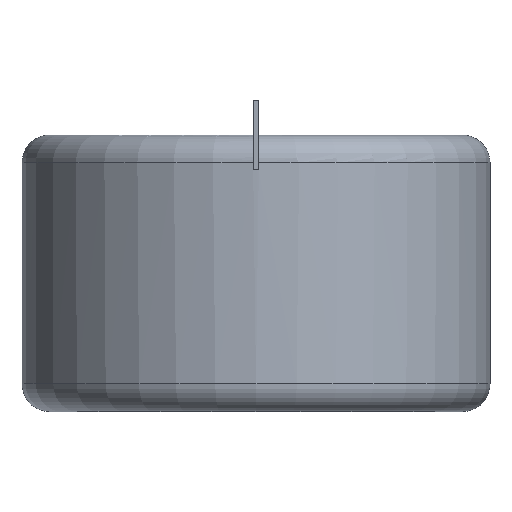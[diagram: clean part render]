
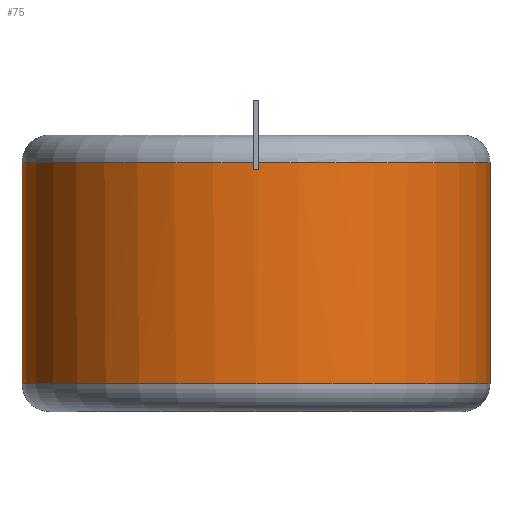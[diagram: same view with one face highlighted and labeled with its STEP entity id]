
A CAD part, front view. The second image highlights one B-rep face of the part: STEP entity #75.
In plain terms, the highlighted cylindrical face has radius 33.75 mm (diameter 67.5 mm), a partial arc.
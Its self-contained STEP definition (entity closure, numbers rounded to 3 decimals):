
#11 = FACE_OUTER_BOUND ( 'NONE', #690, .T. ) ;
#24 = DIRECTION ( 'NONE',  ( 0., 0., -1. ) ) ;
#29 = DIRECTION ( 'NONE',  ( 0., 0., -1. ) ) ;
#45 = EDGE_CURVE ( 'NONE', #565, #390, #504, .T. ) ;
#75 = ADVANCED_FACE ( 'NONE', ( #11 ), #90, .T. ) ;
#90 = CYLINDRICAL_SURFACE ( 'NONE', #833, 33.75 ) ;
#99 = VECTOR ( 'NONE', #966, 1000. ) ;
#111 = CARTESIAN_POINT ( 'NONE',  ( 0.4, -33.748, 39.88 ) ) ;
#120 = VERTEX_POINT ( 'NONE', #184 ) ;
#143 = DIRECTION ( 'NONE',  ( 0., 0., -1. ) ) ;
#148 = CIRCLE ( 'NONE', #464, 33.75 ) ;
#163 = CARTESIAN_POINT ( 'NONE',  ( -0.4, -33.748, 34.88 ) ) ;
#172 = CARTESIAN_POINT ( 'NONE',  ( -33.75, 0., 35.88 ) ) ;
#180 = EDGE_CURVE ( 'NONE', #691, #659, #148, .T. ) ;
#184 = CARTESIAN_POINT ( 'NONE',  ( -0.4, -33.748, 35.88 ) ) ;
#189 = CIRCLE ( 'NONE', #660, 33.75 ) ;
#225 = CARTESIAN_POINT ( 'NONE',  ( 0., 0., 34.88 ) ) ;
#245 = CARTESIAN_POINT ( 'NONE',  ( 0., 0., 35.88 ) ) ;
#273 = EDGE_CURVE ( 'NONE', #550, #691, #189, .T. ) ;
#311 = EDGE_CURVE ( 'NONE', #728, #558, #962, .T. ) ;
#313 = ORIENTED_EDGE ( 'NONE', *, *, #180, .T. ) ;
#332 = VECTOR ( 'NONE', #143, 1000. ) ;
#333 = VECTOR ( 'NONE', #24, 1000. ) ;
#345 = EDGE_CURVE ( 'NONE', #558, #390, #544, .T. ) ;
#390 = VERTEX_POINT ( 'NONE', #443 ) ;
#396 = CARTESIAN_POINT ( 'NONE',  ( 0.4, -33.748, 35.88 ) ) ;
#408 = EDGE_CURVE ( 'NONE', #120, #659, #853, .T. ) ;
#443 = CARTESIAN_POINT ( 'NONE',  ( 33.75, 0., 4. ) ) ;
#446 = ORIENTED_EDGE ( 'NONE', *, *, #523, .F. ) ;
#453 = CARTESIAN_POINT ( 'NONE',  ( 0., 0., 35.88 ) ) ;
#464 = AXIS2_PLACEMENT_3D ( 'NONE', #830, #983, #614 ) ;
#473 = CARTESIAN_POINT ( 'NONE',  ( 33.75, 0., 35.88 ) ) ;
#481 = CIRCLE ( 'NONE', #560, 33.75 ) ;
#504 = LINE ( 'NONE', #715, #333 ) ;
#515 = AXIS2_PLACEMENT_3D ( 'NONE', #453, #533, #834 ) ;
#523 = EDGE_CURVE ( 'NONE', #550, #593, #825, .T. ) ;
#526 = CIRCLE ( 'NONE', #515, 33.75 ) ;
#533 = DIRECTION ( 'NONE',  ( 0., 0., -1. ) ) ;
#544 = CIRCLE ( 'NONE', #917, 33.75 ) ;
#546 = CARTESIAN_POINT ( 'NONE',  ( 0.4, -33.748, 34.88 ) ) ;
#550 = VERTEX_POINT ( 'NONE', #546 ) ;
#552 = DIRECTION ( 'NONE',  ( -1., 0., 0. ) ) ;
#553 = DIRECTION ( 'NONE',  ( 0., 0., -1. ) ) ;
#558 = VERTEX_POINT ( 'NONE', #997 ) ;
#560 = AXIS2_PLACEMENT_3D ( 'NONE', #245, #647, #650 ) ;
#565 = VERTEX_POINT ( 'NONE', #473 ) ;
#568 = ORIENTED_EDGE ( 'NONE', *, *, #273, .T. ) ;
#585 = CARTESIAN_POINT ( 'NONE',  ( 0., 0., 4. ) ) ;
#593 = VERTEX_POINT ( 'NONE', #396 ) ;
#614 = DIRECTION ( 'NONE',  ( -1., 0., 0. ) ) ;
#632 = VECTOR ( 'NONE', #749, 1000. ) ;
#642 = ORIENTED_EDGE ( 'NONE', *, *, #925, .T. ) ;
#647 = DIRECTION ( 'NONE',  ( 0., 0., -1. ) ) ;
#650 = DIRECTION ( 'NONE',  ( 1., 0., 0. ) ) ;
#656 = ORIENTED_EDGE ( 'NONE', *, *, #45, .F. ) ;
#659 = VERTEX_POINT ( 'NONE', #163 ) ;
#660 = AXIS2_PLACEMENT_3D ( 'NONE', #225, #553, #552 ) ;
#667 = CARTESIAN_POINT ( 'NONE',  ( -0.4, -33.748, 39.88 ) ) ;
#671 = DIRECTION ( 'NONE',  ( 0., 0., 1. ) ) ;
#690 = EDGE_LOOP ( 'NONE', ( #656, #889, #446, #568, #313, #923, #642, #963, #740 ) ) ;
#691 = VERTEX_POINT ( 'NONE', #872 ) ;
#693 = EDGE_CURVE ( 'NONE', #565, #593, #481, .T. ) ;
#715 = CARTESIAN_POINT ( 'NONE',  ( 33.75, 0., 39.88 ) ) ;
#728 = VERTEX_POINT ( 'NONE', #172 ) ;
#740 = ORIENTED_EDGE ( 'NONE', *, *, #345, .T. ) ;
#749 = DIRECTION ( 'NONE',  ( 0., 0., 1. ) ) ;
#825 = LINE ( 'NONE', #111, #632 ) ;
#830 = CARTESIAN_POINT ( 'NONE',  ( 0., 0., 34.88 ) ) ;
#833 = AXIS2_PLACEMENT_3D ( 'NONE', #955, #29, #959 ) ;
#834 = DIRECTION ( 'NONE',  ( 1., 0., 0. ) ) ;
#853 = LINE ( 'NONE', #667, #99 ) ;
#872 = CARTESIAN_POINT ( 'NONE',  ( 0., -33.75, 34.88 ) ) ;
#888 = DIRECTION ( 'NONE',  ( 1., 0., 0. ) ) ;
#889 = ORIENTED_EDGE ( 'NONE', *, *, #693, .T. ) ;
#917 = AXIS2_PLACEMENT_3D ( 'NONE', #585, #671, #888 ) ;
#923 = ORIENTED_EDGE ( 'NONE', *, *, #408, .F. ) ;
#925 = EDGE_CURVE ( 'NONE', #120, #728, #526, .T. ) ;
#931 = CARTESIAN_POINT ( 'NONE',  ( -33.75, 0., 39.88 ) ) ;
#955 = CARTESIAN_POINT ( 'NONE',  ( 0., 0., 39.88 ) ) ;
#959 = DIRECTION ( 'NONE',  ( -1., 0., 0. ) ) ;
#962 = LINE ( 'NONE', #931, #332 ) ;
#963 = ORIENTED_EDGE ( 'NONE', *, *, #311, .T. ) ;
#966 = DIRECTION ( 'NONE',  ( 0., 0., -1. ) ) ;
#983 = DIRECTION ( 'NONE',  ( 0., 0., -1. ) ) ;
#997 = CARTESIAN_POINT ( 'NONE',  ( -33.75, 0., 4. ) ) ;
